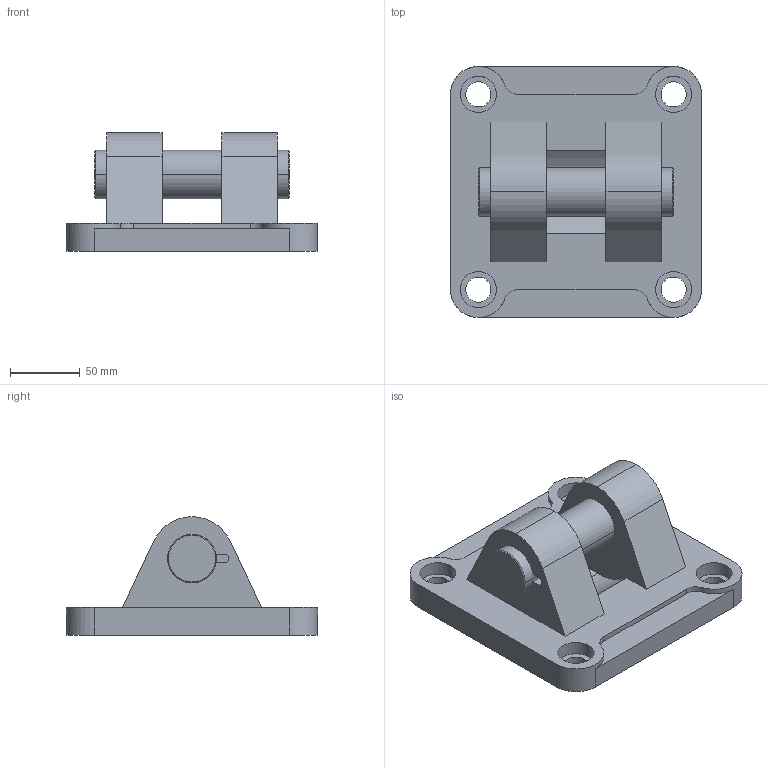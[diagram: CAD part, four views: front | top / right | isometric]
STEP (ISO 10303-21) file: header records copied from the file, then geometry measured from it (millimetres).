
FILE_DESCRIPTION(('STEP AP203'),'1');
FILE_NAME('chape_nd160a.stp','2018-10-24T19:41:22',('TraceParts'),('TraceParts S.A.'),'Spatial InterOp 3D',' ',' ');
FILE_SCHEMA(('CONFIG_CONTROL_DESIGN'));
Length unit declared in the file: millimetre
Products named in the file (1): 1
Bounding box: 180 x 180 x 85 mm (x, y, z)
Volume: 951700.6 mm3; surface area: 112244.9 mm2
Topology: 1 solids, 1 shells, 77 faces, 197 edges, 130 vertices
Faces by surface type: cylinder 42, plane 31, cone 4
Entity records: 2439 total; most frequent: DIRECTION 449, CARTESIAN_POINT 405, ORIENTED_EDGE 394, EDGE_CURVE 197, AXIS2_PLACEMENT_3D 174, VERTEX_POINT 130, LINE 101, VECTOR 101
